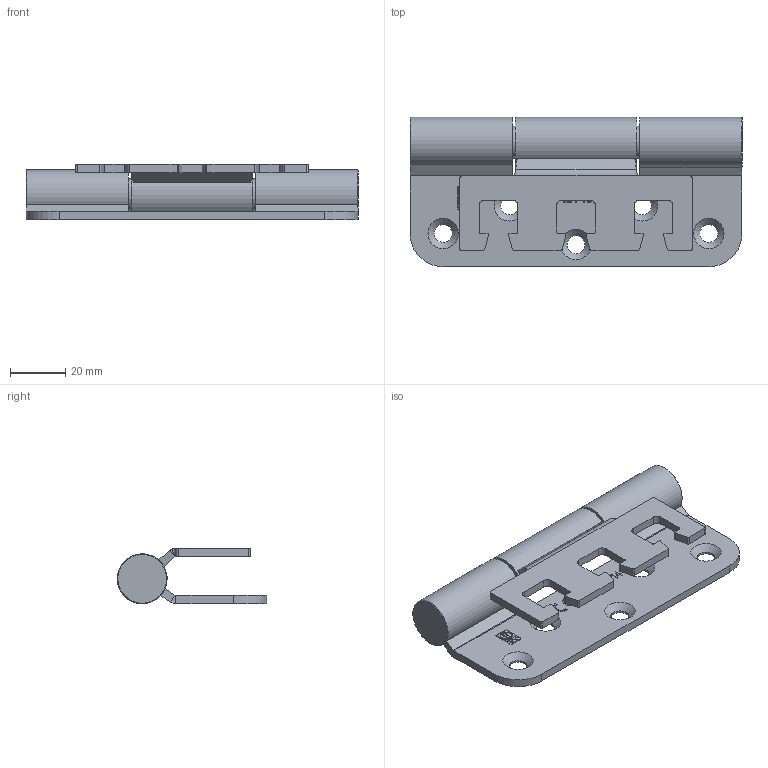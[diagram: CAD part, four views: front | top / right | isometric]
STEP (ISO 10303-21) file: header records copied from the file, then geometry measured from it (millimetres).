
FILE_DESCRIPTION (( 'STEP AP214' ), '1' );
FILE_NAME ('OBX-18-2541-120-LG.STEP', '2019-02-14T08:40:53', ( '' ), ( '' ), 'SwSTEP 2.0', 'SolidWorks 2017', '' );
FILE_SCHEMA (( 'AUTOMOTIVE_DESIGN' ));
Length unit declared in the file: millimetre
Products named in the file (8): OBX-18-2541-120-LG; D044-24252; D046-14312; B01572; D043-24263; DIN5401-III; D043-24264; D044-14308
Assembly tree (11 placements, depth 2):
  OBX-18-2541-120-LG
    D044-24252
    D043-24263
    DIN5401-III  x2
    B01572  x2
    D044-14308  x2
    D046-14312  x2
    D043-24264
Bounding box: 120 x 54 x 20 mm (x, y, z)
Volume: 47440.8 mm3; surface area: 28657.2 mm2
Topology: 11 solids, 11 shells, 400 faces, 986 edges, 647 vertices
Faces by surface type: plane 220, cylinder 95, bspline 62, cone 15, sphere 6, torus 2
Full cylindrical faces by diameter (mm): 0.5 x2, 1.65 x1, 2 x1, 6.5 x5, 7.7 x6, 7.9 x4, 11.5 x2, 11.8 x2, 12 x2, 18 x3
Entity records: 14369 total; most frequent: CARTESIAN_POINT 5486, ORIENTED_EDGE 1792, DIRECTION 1582, EDGE_CURVE 896, VERTEX_POINT 610, VECTOR 590, LINE 590, AXIS2_PLACEMENT_3D 496
